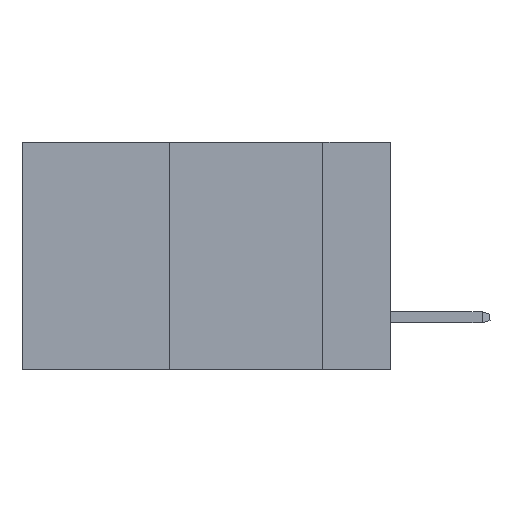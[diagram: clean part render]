
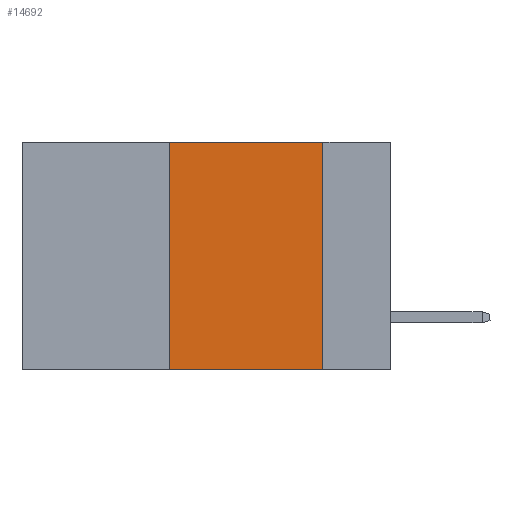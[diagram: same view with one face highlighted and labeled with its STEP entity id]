
A CAD part, left-side view. The second image highlights one B-rep face of the part: STEP entity #14692.
In plain terms, the highlighted planar face has unit normal (-1, 0, 0).
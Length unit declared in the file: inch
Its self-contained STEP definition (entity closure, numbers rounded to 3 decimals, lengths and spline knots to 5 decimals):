
#88 = VECTOR ( 'NONE', #14228, 39.37008 ) ;
#93 = VECTOR ( 'NONE', #2212, 39.37008 ) ;
#1665 = LINE ( 'NONE', #5368, #88 ) ;
#2169 = CARTESIAN_POINT ( 'NONE',  ( 0., 0.6, -0.37 ) ) ;
#2212 = DIRECTION ( 'NONE',  ( 0., -1., 0. ) ) ;
#2446 = EDGE_CURVE ( 'NONE', #11820, #13362, #9227, .T. ) ;
#2602 = VERTEX_POINT ( 'NONE', #7547 ) ;
#3212 = DIRECTION ( 'NONE',  ( 0., 0., -1. ) ) ;
#3425 = DIRECTION ( 'NONE',  ( 0., -1., 0. ) ) ;
#5090 = CARTESIAN_POINT ( 'NONE',  ( 0., 0.6, 0. ) ) ;
#5205 = ORIENTED_EDGE ( 'NONE', *, *, #2446, .F. ) ;
#5215 = LINE ( 'NONE', #2169, #12540 ) ;
#5361 = EDGE_CURVE ( 'NONE', #13362, #11406, #8150, .T. ) ;
#5368 = CARTESIAN_POINT ( 'NONE',  ( 0., 0.36, 0. ) ) ;
#7161 = CARTESIAN_POINT ( 'NONE',  ( 0., 0.6, 0. ) ) ;
#7254 = ORIENTED_EDGE ( 'NONE', *, *, #12657, .F. ) ;
#7547 = CARTESIAN_POINT ( 'NONE',  ( 0., 0.36, -0.37 ) ) ;
#8010 = CARTESIAN_POINT ( 'NONE',  ( 0., 0.36, 0. ) ) ;
#8150 = LINE ( 'NONE', #9480, #15785 ) ;
#8913 = EDGE_LOOP ( 'NONE', ( #12092, #5205, #7254, #16034 ) ) ;
#9087 = DIRECTION ( 'NONE',  ( 1., 0., 0. ) ) ;
#9227 = LINE ( 'NONE', #7161, #93 ) ;
#9480 = CARTESIAN_POINT ( 'NONE',  ( 0., 0.11, 0. ) ) ;
#11406 = VERTEX_POINT ( 'NONE', #14426 ) ;
#11719 = CARTESIAN_POINT ( 'NONE',  ( 0., 0.11, 0. ) ) ;
#11820 = VERTEX_POINT ( 'NONE', #8010 ) ;
#12092 = ORIENTED_EDGE ( 'NONE', *, *, #5361, .F. ) ;
#12540 = VECTOR ( 'NONE', #3425, 39.37008 ) ;
#12657 = EDGE_CURVE ( 'NONE', #2602, #11820, #1665, .T. ) ;
#13180 = EDGE_CURVE ( 'NONE', #2602, #11406, #5215, .T. ) ;
#13362 = VERTEX_POINT ( 'NONE', #11719 ) ;
#14228 = DIRECTION ( 'NONE',  ( 0., 0., 1. ) ) ;
#14426 = CARTESIAN_POINT ( 'NONE',  ( 0., 0.11, -0.37 ) ) ;
#14692 = ADVANCED_FACE ( 'NONE', ( #16098 ), #15301, .F. ) ;
#15137 = DIRECTION ( 'NONE',  ( 0., 0., -1. ) ) ;
#15301 = PLANE ( 'NONE',  #15972 ) ;
#15785 = VECTOR ( 'NONE', #3212, 39.37008 ) ;
#15972 = AXIS2_PLACEMENT_3D ( 'NONE', #5090, #9087, #15137 ) ;
#16034 = ORIENTED_EDGE ( 'NONE', *, *, #13180, .T. ) ;
#16098 = FACE_OUTER_BOUND ( 'NONE', #8913, .T. ) ;
